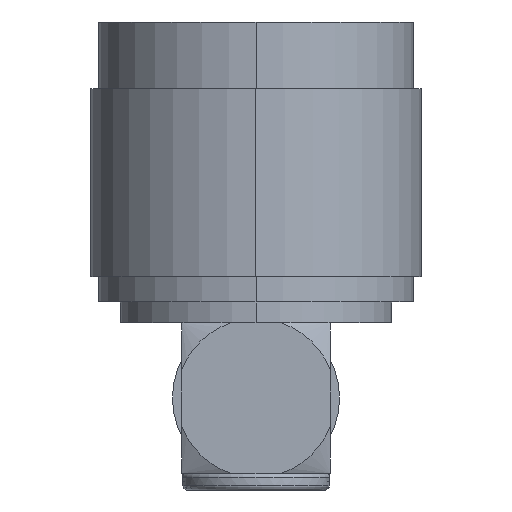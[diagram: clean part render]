
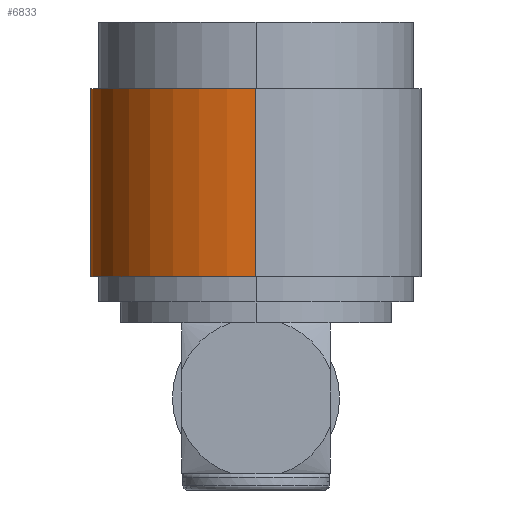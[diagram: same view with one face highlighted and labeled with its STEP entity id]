
A CAD part, left-side view. The second image highlights one B-rep face of the part: STEP entity #6833.
In plain terms, the highlighted cylindrical face has radius 10.058 mm (diameter 20.116 mm), a partial arc.
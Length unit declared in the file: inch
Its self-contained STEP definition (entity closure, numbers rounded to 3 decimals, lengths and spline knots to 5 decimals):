
#507 = VERTEX_POINT ( 'NONE', #1466 ) ;
#509 = CARTESIAN_POINT ( 'NONE',  ( 0., -0.29, 0. ) ) ;
#612 = CIRCLE ( 'NONE', #9571, 0.39599 ) ;
#1466 = CARTESIAN_POINT ( 'NONE',  ( 0., -0.74, 0.39599 ) ) ;
#1698 = CARTESIAN_POINT ( 'NONE',  ( 0., -0.11, 0. ) ) ;
#1753 = DIRECTION ( 'NONE',  ( 0., -1., 0. ) ) ;
#2626 = ORIENTED_EDGE ( 'NONE', *, *, #8555, .T. ) ;
#2706 = CIRCLE ( 'NONE', #12168, 0.39599 ) ;
#3003 = VECTOR ( 'NONE', #6221, 39.37008 ) ;
#3226 = DIRECTION ( 'NONE',  ( 0., 0., -1. ) ) ;
#3249 = DIRECTION ( 'NONE',  ( 0., -1., 0. ) ) ;
#3750 = AXIS2_PLACEMENT_3D ( 'NONE', #1698, #1753, #13946 ) ;
#3998 = EDGE_LOOP ( 'NONE', ( #2626, #13406, #13616, #11110 ) ) ;
#5247 = CARTESIAN_POINT ( 'NONE',  ( 0., -0.29, -0.39599 ) ) ;
#6221 = DIRECTION ( 'NONE',  ( 0., -1., 0. ) ) ;
#6310 = EDGE_CURVE ( 'NONE', #14994, #8726, #16280, .T. ) ;
#6833 = ADVANCED_FACE ( 'NONE', ( #15466 ), #8073, .T. ) ;
#6893 = VERTEX_POINT ( 'NONE', #13825 ) ;
#7363 = CARTESIAN_POINT ( 'NONE',  ( 0., -0.11, -0.39599 ) ) ;
#8073 = CYLINDRICAL_SURFACE ( 'NONE', #3750, 0.39599 ) ;
#8555 = EDGE_CURVE ( 'NONE', #14994, #6893, #612, .T. ) ;
#8726 = VERTEX_POINT ( 'NONE', #17373 ) ;
#8868 = DIRECTION ( 'NONE',  ( 0., -1., 0. ) ) ;
#9538 = EDGE_CURVE ( 'NONE', #8726, #507, #2706, .T. ) ;
#9571 = AXIS2_PLACEMENT_3D ( 'NONE', #509, #8868, #3226 ) ;
#10784 = CARTESIAN_POINT ( 'NONE',  ( 0., -0.74, 0. ) ) ;
#10847 = DIRECTION ( 'NONE',  ( 0., 0., -1. ) ) ;
#10875 = LINE ( 'NONE', #15561, #3003 ) ;
#11110 = ORIENTED_EDGE ( 'NONE', *, *, #6310, .F. ) ;
#12168 = AXIS2_PLACEMENT_3D ( 'NONE', #10784, #13641, #10847 ) ;
#12671 = VECTOR ( 'NONE', #3249, 39.37008 ) ;
#13406 = ORIENTED_EDGE ( 'NONE', *, *, #15528, .T. ) ;
#13616 = ORIENTED_EDGE ( 'NONE', *, *, #9538, .F. ) ;
#13641 = DIRECTION ( 'NONE',  ( 0., -1., 0. ) ) ;
#13825 = CARTESIAN_POINT ( 'NONE',  ( 0., -0.29, 0.39599 ) ) ;
#13946 = DIRECTION ( 'NONE',  ( 0., 0., -1. ) ) ;
#14994 = VERTEX_POINT ( 'NONE', #5247 ) ;
#15466 = FACE_OUTER_BOUND ( 'NONE', #3998, .T. ) ;
#15528 = EDGE_CURVE ( 'NONE', #6893, #507, #10875, .T. ) ;
#15561 = CARTESIAN_POINT ( 'NONE',  ( 0., -0.11, 0.39599 ) ) ;
#16280 = LINE ( 'NONE', #7363, #12671 ) ;
#17373 = CARTESIAN_POINT ( 'NONE',  ( 0., -0.74, -0.39599 ) ) ;
